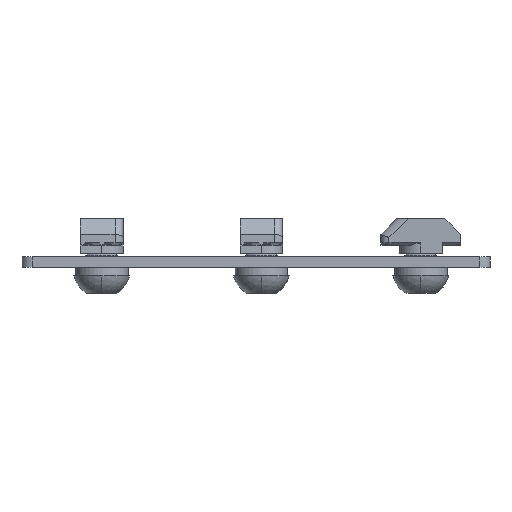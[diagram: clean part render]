
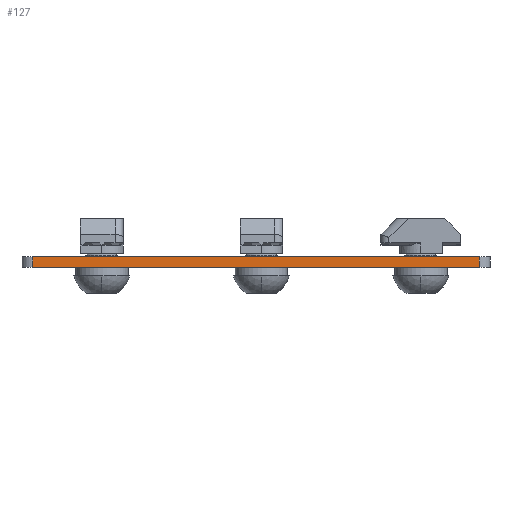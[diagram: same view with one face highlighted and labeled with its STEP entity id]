
A CAD part, front view. The second image highlights one B-rep face of the part: STEP entity #127.
In plain terms, the highlighted planar face has unit normal (0, -1, 0).
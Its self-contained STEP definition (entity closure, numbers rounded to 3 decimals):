
#2 = ORIENTED_EDGE ( 'NONE', *, *, #271, .T. ) ;
#127 = ADVANCED_FACE ( 'NONE', ( #6734 ), #6941, .F. ) ;
#243 = EDGE_CURVE ( 'NONE', #960, #962, #7412, .T. ) ;
#271 = EDGE_CURVE ( 'NONE', #960, #953, #7454, .T. ) ;
#279 = EDGE_CURVE ( 'NONE', #962, #959, #7466, .T. ) ;
#297 = EDGE_CURVE ( 'NONE', #953, #959, #7496, .T. ) ;
#953 = VERTEX_POINT ( 'NONE', #11194 ) ;
#959 = VERTEX_POINT ( 'NONE', #11205 ) ;
#960 = VERTEX_POINT ( 'NONE', #11207 ) ;
#962 = VERTEX_POINT ( 'NONE', #11211 ) ;
#2290 = EDGE_LOOP ( 'NONE', ( #20012, #20029, #20030, #2 ) ) ;
#5519 = AXIS2_PLACEMENT_3D ( 'NONE', #6937, #6945, #6946 ) ;
#6734 = FACE_OUTER_BOUND ( 'NONE', #2290, .T. ) ;
#6937 = CARTESIAN_POINT ( 'NONE',  ( 29.462, -42.347, 1. ) ) ;
#6941 = PLANE ( 'NONE',  #5519 ) ;
#6945 = DIRECTION ( 'NONE',  ( 0., 1., 0. ) ) ;
#6946 = DIRECTION ( 'NONE',  ( 0., 0., 1. ) ) ;
#7242 = DIRECTION ( 'NONE',  ( 1., 0., 0. ) ) ;
#7264 = CARTESIAN_POINT ( 'NONE',  ( 29.462, -42.347, 1. ) ) ;
#7412 = LINE ( 'NONE', #7264, #7414 ) ;
#7414 = VECTOR ( 'NONE', #7242, 1000. ) ;
#7454 = LINE ( 'NONE', #8424, #7457 ) ;
#7457 = VECTOR ( 'NONE', #8425, 1000. ) ;
#7466 = LINE ( 'NONE', #8435, #7471 ) ;
#7471 = VECTOR ( 'NONE', #8443, 1000. ) ;
#7496 = LINE ( 'NONE', #8479, #7498 ) ;
#7498 = VECTOR ( 'NONE', #8480, 1000. ) ;
#8424 = CARTESIAN_POINT ( 'NONE',  ( -54.538, -42.347, 1. ) ) ;
#8425 = DIRECTION ( 'NONE',  ( 0., 0., -1. ) ) ;
#8435 = CARTESIAN_POINT ( 'NONE',  ( 29.462, -42.347, 1. ) ) ;
#8443 = DIRECTION ( 'NONE',  ( 0., 0., -1. ) ) ;
#8479 = CARTESIAN_POINT ( 'NONE',  ( 29.462, -42.347, -1. ) ) ;
#8480 = DIRECTION ( 'NONE',  ( 1., 0., 0. ) ) ;
#11194 = CARTESIAN_POINT ( 'NONE',  ( -54.538, -42.347, -1. ) ) ;
#11205 = CARTESIAN_POINT ( 'NONE',  ( 29.462, -42.347, -1. ) ) ;
#11207 = CARTESIAN_POINT ( 'NONE',  ( -54.538, -42.347, 1. ) ) ;
#11211 = CARTESIAN_POINT ( 'NONE',  ( 29.462, -42.347, 1. ) ) ;
#20012 = ORIENTED_EDGE ( 'NONE', *, *, #297, .T. ) ;
#20029 = ORIENTED_EDGE ( 'NONE', *, *, #279, .F. ) ;
#20030 = ORIENTED_EDGE ( 'NONE', *, *, #243, .F. ) ;
